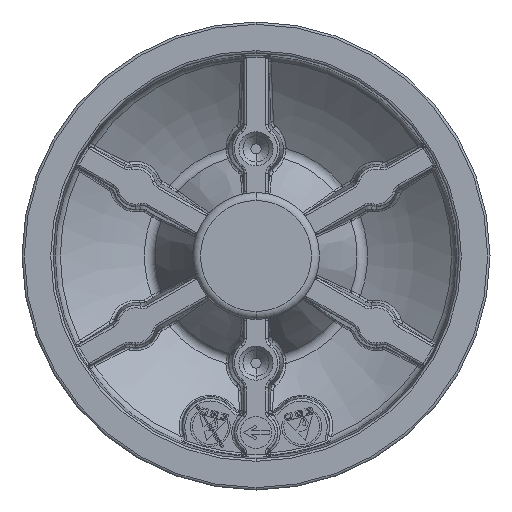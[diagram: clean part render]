
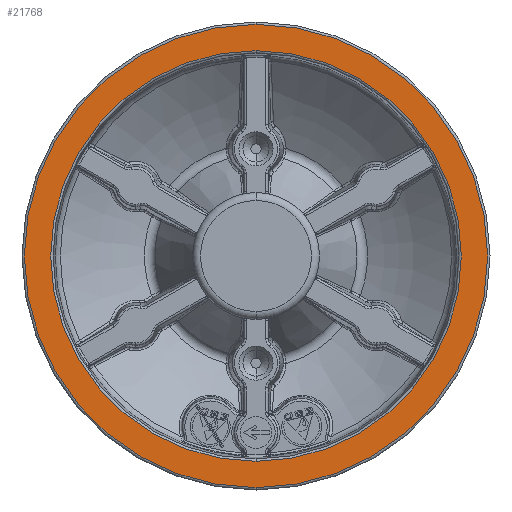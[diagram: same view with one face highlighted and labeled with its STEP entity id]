
A CAD part, front view. The second image highlights one B-rep face of the part: STEP entity #21768.
In plain terms, the highlighted planar face has unit normal (0, -1, 0).
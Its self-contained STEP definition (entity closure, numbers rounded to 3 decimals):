
#2949 = CARTESIAN_POINT ( 'NONE',  ( 0., -1., 0. ) ) ;
#3732 = VERTEX_POINT ( 'NONE', #18393 ) ;
#3987 = VERTEX_POINT ( 'NONE', #12506 ) ;
#4339 = CIRCLE ( 'NONE', #24193, 29.2 ) ;
#5356 = ORIENTED_EDGE ( 'NONE', *, *, #19495, .T. ) ;
#5669 = VERTEX_POINT ( 'NONE', #16215 ) ;
#6189 = FACE_OUTER_BOUND ( 'NONE', #22787, .T. ) ;
#7288 = DIRECTION ( 'NONE',  ( 0., 0., -1. ) ) ;
#7776 = CARTESIAN_POINT ( 'NONE',  ( 0., -1., -29.2 ) ) ;
#8074 = PLANE ( 'NONE',  #11692 ) ;
#8692 = ORIENTED_EDGE ( 'NONE', *, *, #24084, .T. ) ;
#8773 = DIRECTION ( 'NONE',  ( 0., 1., 0. ) ) ;
#9008 = AXIS2_PLACEMENT_3D ( 'NONE', #24531, #20603, #14614 ) ;
#9179 = CIRCLE ( 'NONE', #17692, 25.885 ) ;
#9586 = ORIENTED_EDGE ( 'NONE', *, *, #15231, .T. ) ;
#10241 = DIRECTION ( 'NONE',  ( 0., -1., 0. ) ) ;
#11337 = CARTESIAN_POINT ( 'NONE',  ( 0., -1., 0. ) ) ;
#11692 = AXIS2_PLACEMENT_3D ( 'NONE', #12015, #10241, #15943 ) ;
#12015 = CARTESIAN_POINT ( 'NONE',  ( -29.5, -1., 0. ) ) ;
#12506 = CARTESIAN_POINT ( 'NONE',  ( 0., -1., 25.885 ) ) ;
#12718 = ORIENTED_EDGE ( 'NONE', *, *, #16418, .T. ) ;
#14614 = DIRECTION ( 'NONE',  ( 0., 0., -1. ) ) ;
#15231 = EDGE_CURVE ( 'NONE', #5669, #3987, #21304, .T. ) ;
#15733 = EDGE_LOOP ( 'NONE', ( #9586, #12718 ) ) ;
#15943 = DIRECTION ( 'NONE',  ( 0., 0., -1. ) ) ;
#16075 = FACE_BOUND ( 'NONE', #15733, .T. ) ;
#16215 = CARTESIAN_POINT ( 'NONE',  ( 0., -1., -25.885 ) ) ;
#16418 = EDGE_CURVE ( 'NONE', #3987, #5669, #9179, .T. ) ;
#17692 = AXIS2_PLACEMENT_3D ( 'NONE', #11337, #18724, #7288 ) ;
#18393 = CARTESIAN_POINT ( 'NONE',  ( 0., -1., 29.2 ) ) ;
#18724 = DIRECTION ( 'NONE',  ( 0., 1., 0. ) ) ;
#19495 = EDGE_CURVE ( 'NONE', #21017, #3732, #4339, .T. ) ;
#20152 = DIRECTION ( 'NONE',  ( 0., -1., 0. ) ) ;
#20603 = DIRECTION ( 'NONE',  ( 0., -1., 0. ) ) ;
#21017 = VERTEX_POINT ( 'NONE', #7776 ) ;
#21304 = CIRCLE ( 'NONE', #23334, 25.885 ) ;
#21677 = DIRECTION ( 'NONE',  ( 0., 0., -1. ) ) ;
#21768 = ADVANCED_FACE ( 'NONE', ( #6189, #16075 ), #8074, .T. ) ;
#22365 = DIRECTION ( 'NONE',  ( 0., 0., -1. ) ) ;
#22787 = EDGE_LOOP ( 'NONE', ( #5356, #8692 ) ) ;
#23334 = AXIS2_PLACEMENT_3D ( 'NONE', #2949, #8773, #22365 ) ;
#24084 = EDGE_CURVE ( 'NONE', #3732, #21017, #24822, .T. ) ;
#24193 = AXIS2_PLACEMENT_3D ( 'NONE', #24209, #20152, #21677 ) ;
#24209 = CARTESIAN_POINT ( 'NONE',  ( 0., -1., 0. ) ) ;
#24531 = CARTESIAN_POINT ( 'NONE',  ( 0., -1., 0. ) ) ;
#24822 = CIRCLE ( 'NONE', #9008, 29.2 ) ;
